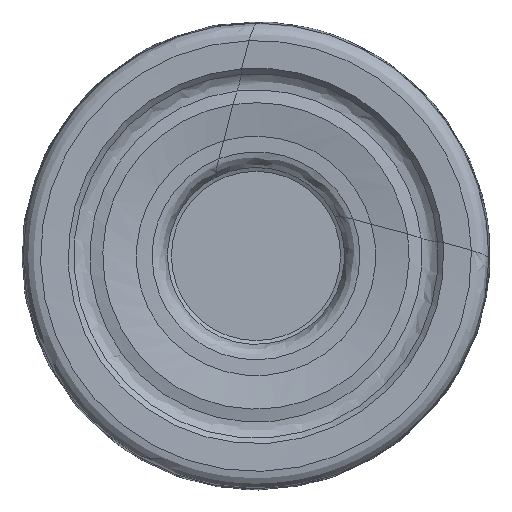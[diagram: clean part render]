
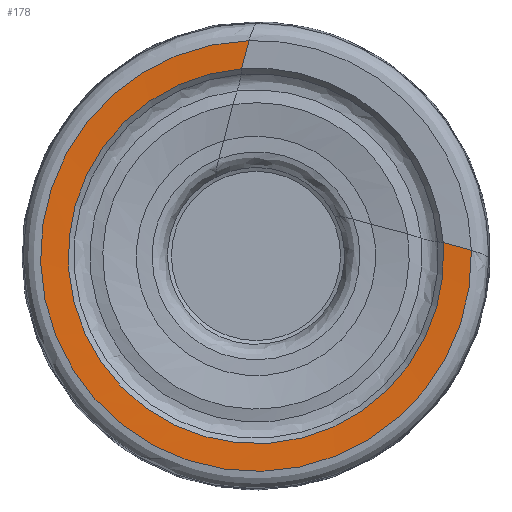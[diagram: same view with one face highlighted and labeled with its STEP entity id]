
A CAD part, left-side view. The second image highlights one B-rep face of the part: STEP entity #178.
In plain terms, the highlighted free-form (B-spline) face has degree [1, 3] with [2, 7] control points.
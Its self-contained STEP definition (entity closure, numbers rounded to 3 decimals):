
#131=LINE('',#1377,#155);
#132=LINE('',#1378,#156);
#155=VECTOR('',#986,1.);
#156=VECTOR('',#987,1.);
#178=ADVANCED_FACE('',(#281),#241,.F.);
#241=(
BOUNDED_SURFACE()
B_SPLINE_SURFACE(1,3,((#1379,#1380,#1381,#1382,#1383,#1384,#1385),(#1386,
#1387,#1388,#1389,#1390,#1391,#1392)),.UNSPECIFIED.,.F.,.F.,.F.)
B_SPLINE_SURFACE_WITH_KNOTS((2,2),(4,3,4),(0.,1.),(0.,0.5,1.),
 .UNSPECIFIED.)
GEOMETRIC_REPRESENTATION_ITEM()
RATIONAL_B_SPLINE_SURFACE(((1.,0.589,0.589,1.,0.589,
0.589,1.),(1.,0.589,0.589,1.,0.589,
0.589,1.)))
REPRESENTATION_ITEM('')
SURFACE()
);
#281=FACE_OUTER_BOUND('',#323,.T.);
#323=EDGE_LOOP('',(#496,#497,#498,#499));
#408=CIRCLE('',#857,8.063);
#409=CIRCLE('',#858,9.252);
#496=ORIENTED_EDGE('',*,*,#753,.F.);
#497=ORIENTED_EDGE('',*,*,#754,.T.);
#498=ORIENTED_EDGE('',*,*,#750,.T.);
#499=ORIENTED_EDGE('',*,*,#755,.T.);
#680=VERTEX_POINT('',#1356);
#681=VERTEX_POINT('',#1357);
#682=VERTEX_POINT('',#1375);
#683=VERTEX_POINT('',#1376);
#750=EDGE_CURVE('',#680,#681,#408,.T.);
#753=EDGE_CURVE('',#682,#683,#409,.T.);
#754=EDGE_CURVE('',#682,#680,#131,.T.);
#755=EDGE_CURVE('',#681,#683,#132,.T.);
#857=AXIS2_PLACEMENT_3D('',#1355,#980,#981);
#858=AXIS2_PLACEMENT_3D('',#1374,#984,#985);
#980=DIRECTION('',(1.,0.,0.));
#981=DIRECTION('',(0.,-0.997,0.072));
#984=DIRECTION('',(1.,0.,0.));
#985=DIRECTION('',(0.,-1.,0.026));
#986=DIRECTION('',(0.04,0.962,0.269));
#987=DIRECTION('',(-0.04,-0.264,0.964));
#1355=CARTESIAN_POINT('',(0.085,0.,0.));
#1356=CARTESIAN_POINT('',(0.085,-8.042,0.577));
#1357=CARTESIAN_POINT('',(0.085,0.623,8.039));
#1374=CARTESIAN_POINT('',(0.035,0.,0.));
#1375=CARTESIAN_POINT('',(0.035,-9.249,0.239));
#1376=CARTESIAN_POINT('',(0.035,0.292,9.247));
#1377=CARTESIAN_POINT('',(0.085,-8.042,0.577));
#1378=CARTESIAN_POINT('',(0.085,0.623,8.039));
#1379=CARTESIAN_POINT('',(0.085,-8.042,0.577));
#1380=CARTESIAN_POINT('',(0.085,-8.645,-7.823));
#1381=CARTESIAN_POINT('',(0.085,-1.121,-11.605));
#1382=CARTESIAN_POINT('',(0.085,5.261,-6.11));
#1383=CARTESIAN_POINT('',(0.085,11.643,-0.615));
#1384=CARTESIAN_POINT('',(0.085,9.019,7.388));
#1385=CARTESIAN_POINT('',(0.085,0.623,8.039));
#1386=CARTESIAN_POINT('',(0.035,-9.249,0.239));
#1387=CARTESIAN_POINT('',(0.035,-9.499,-9.421));
#1388=CARTESIAN_POINT('',(0.035,-0.675,-13.361));
#1389=CARTESIAN_POINT('',(0.035,6.351,-6.727));
#1390=CARTESIAN_POINT('',(0.035,13.378,-0.093));
#1391=CARTESIAN_POINT('',(0.035,9.951,8.942));
#1392=CARTESIAN_POINT('',(0.035,0.292,9.247));
